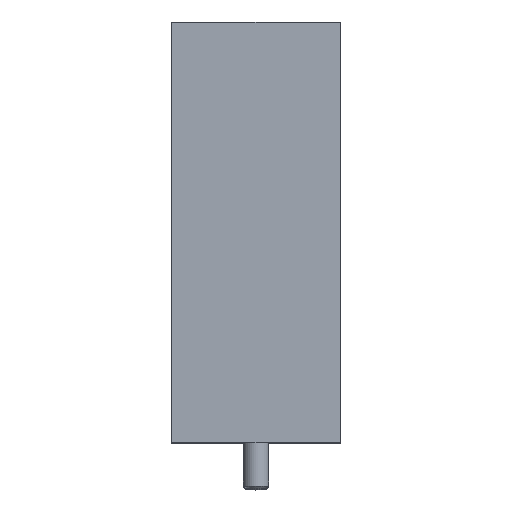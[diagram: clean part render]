
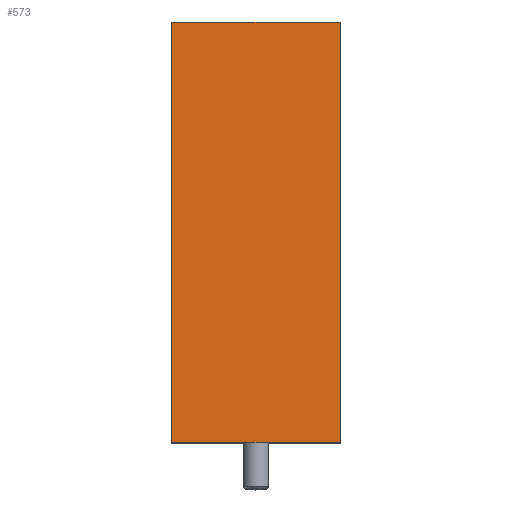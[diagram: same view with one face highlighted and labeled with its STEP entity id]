
A CAD part, top view. The second image highlights one B-rep face of the part: STEP entity #573.
In plain terms, the highlighted face is planar.
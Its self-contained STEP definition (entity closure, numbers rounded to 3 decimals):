
#104=ORIENTED_EDGE('',*,*,#240,.F.);
#105=ORIENTED_EDGE('',*,*,#241,.F.);
#106=ORIENTED_EDGE('',*,*,#242,.T.);
#107=ORIENTED_EDGE('',*,*,#243,.T.);
#240=EDGE_CURVE('',#308,#309,#355,.T.);
#241=EDGE_CURVE('',#310,#308,#356,.T.);
#242=EDGE_CURVE('',#310,#311,#357,.T.);
#243=EDGE_CURVE('',#311,#309,#358,.T.);
#308=VERTEX_POINT('',#924);
#309=VERTEX_POINT('',#925);
#310=VERTEX_POINT('',#927);
#311=VERTEX_POINT('',#929);
#355=LINE('',#923,#385);
#356=LINE('',#926,#386);
#357=LINE('',#928,#387);
#358=LINE('',#930,#388);
#385=VECTOR('',#729,1000.);
#386=VECTOR('',#730,1000.);
#387=VECTOR('',#731,1000.);
#388=VECTOR('',#732,1000.);
#415=EDGE_LOOP('',(#104,#105,#106,#107));
#481=FACE_BOUND('',#415,.T.);
#548=PLANE('',#643);
#573=ADVANCED_FACE('',(#481),#548,.T.);
#643=AXIS2_PLACEMENT_3D('',#922,#727,#728);
#727=DIRECTION('',(0.,1.,0.));
#728=DIRECTION('',(0.,0.,1.));
#729=DIRECTION('',(-1.,0.,0.));
#730=DIRECTION('',(0.,0.,1.));
#731=DIRECTION('',(-1.,0.,0.));
#732=DIRECTION('',(0.,0.,1.));
#922=CARTESIAN_POINT('',(20.,61.,-100.));
#923=CARTESIAN_POINT('',(20.,61.,0.));
#924=CARTESIAN_POINT('',(20.,61.,0.));
#925=CARTESIAN_POINT('',(-20.,61.,0.));
#926=CARTESIAN_POINT('',(20.,61.,-100.));
#927=CARTESIAN_POINT('',(20.,61.,-100.));
#928=CARTESIAN_POINT('',(20.,61.,-100.));
#929=CARTESIAN_POINT('',(-20.,61.,-100.));
#930=CARTESIAN_POINT('',(-20.,61.,-100.));
